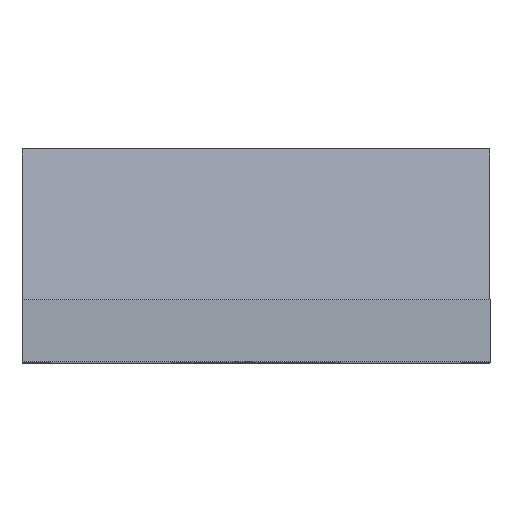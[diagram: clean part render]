
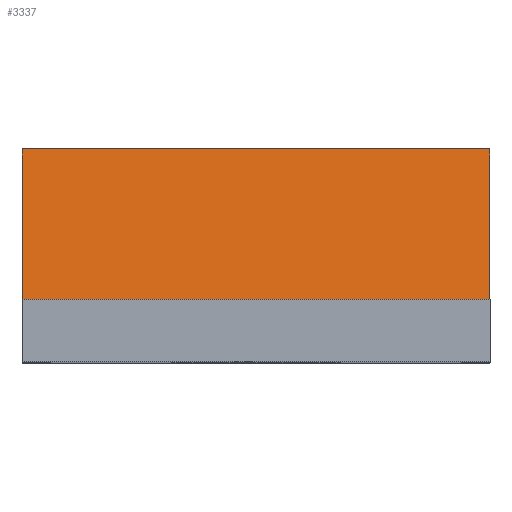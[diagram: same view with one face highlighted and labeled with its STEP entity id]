
A CAD part, top view. The second image highlights one B-rep face of the part: STEP entity #3337.
In plain terms, the highlighted planar face has unit normal (0, 0.122, 0.993).
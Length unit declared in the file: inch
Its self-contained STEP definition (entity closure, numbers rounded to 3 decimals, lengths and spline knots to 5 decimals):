
#257 = ORIENTED_EDGE ( 'NONE', *, *, #6768, .T. ) ;
#978 = DIRECTION ( 'NONE',  ( -1., 0., 0. ) ) ;
#1068 = CARTESIAN_POINT ( 'NONE',  ( 0.19488, -0.04331, 0.47884 ) ) ;
#1211 = EDGE_CURVE ( 'NONE', #6283, #5518, #8104, .T. ) ;
#1452 = AXIS2_PLACEMENT_3D ( 'NONE', #4646, #5256, #1485 ) ;
#1485 = DIRECTION ( 'NONE',  ( 0., 0.993, -0.122 ) ) ;
#1809 = FACE_OUTER_BOUND ( 'NONE', #7891, .T. ) ;
#2000 = VERTEX_POINT ( 'NONE', #6101 ) ;
#2302 = VECTOR ( 'NONE', #3119, 39.37008 ) ;
#2911 = DIRECTION ( 'NONE',  ( -1., 0., 0. ) ) ;
#2996 = LINE ( 'NONE', #3174, #2302 ) ;
#3119 = DIRECTION ( 'NONE',  ( 0., -0.993, 0.122 ) ) ;
#3174 = CARTESIAN_POINT ( 'NONE',  ( 0.19488, -0.04331, 0.47884 ) ) ;
#3308 = DIRECTION ( 'NONE',  ( 0., -0.993, 0.122 ) ) ;
#3337 = ADVANCED_FACE ( 'NONE', ( #1809 ), #5907, .F. ) ;
#4371 = CARTESIAN_POINT ( 'NONE',  ( 0.19488, 0.08268, 0.46337 ) ) ;
#4485 = VECTOR ( 'NONE', #3308, 39.37008 ) ;
#4646 = CARTESIAN_POINT ( 'NONE',  ( 0.19488, -0.04331, 0.47884 ) ) ;
#4694 = LINE ( 'NONE', #5173, #4485 ) ;
#4723 = CARTESIAN_POINT ( 'NONE',  ( 0.19488, -0.04331, 0.47884 ) ) ;
#5173 = CARTESIAN_POINT ( 'NONE',  ( -0.19488, -0.04331, 0.47884 ) ) ;
#5180 = VECTOR ( 'NONE', #2911, 39.37008 ) ;
#5256 = DIRECTION ( 'NONE',  ( 0., -0.122, -0.993 ) ) ;
#5334 = ORIENTED_EDGE ( 'NONE', *, *, #1211, .F. ) ;
#5518 = VERTEX_POINT ( 'NONE', #5666 ) ;
#5666 = CARTESIAN_POINT ( 'NONE',  ( -0.19488, -0.04331, 0.47884 ) ) ;
#5907 = PLANE ( 'NONE',  #1452 ) ;
#6101 = CARTESIAN_POINT ( 'NONE',  ( -0.19488, 0.08268, 0.46337 ) ) ;
#6283 = VERTEX_POINT ( 'NONE', #1068 ) ;
#6390 = ORIENTED_EDGE ( 'NONE', *, *, #6580, .T. ) ;
#6449 = VECTOR ( 'NONE', #978, 39.37008 ) ;
#6580 = EDGE_CURVE ( 'NONE', #2000, #5518, #4694, .T. ) ;
#6741 = LINE ( 'NONE', #7947, #5180 ) ;
#6768 = EDGE_CURVE ( 'NONE', #6862, #2000, #6741, .T. ) ;
#6862 = VERTEX_POINT ( 'NONE', #4371 ) ;
#7168 = ORIENTED_EDGE ( 'NONE', *, *, #7830, .F. ) ;
#7830 = EDGE_CURVE ( 'NONE', #6862, #6283, #2996, .T. ) ;
#7891 = EDGE_LOOP ( 'NONE', ( #6390, #5334, #7168, #257 ) ) ;
#7947 = CARTESIAN_POINT ( 'NONE',  ( 0.19488, 0.08268, 0.46337 ) ) ;
#8104 = LINE ( 'NONE', #4723, #6449 ) ;
